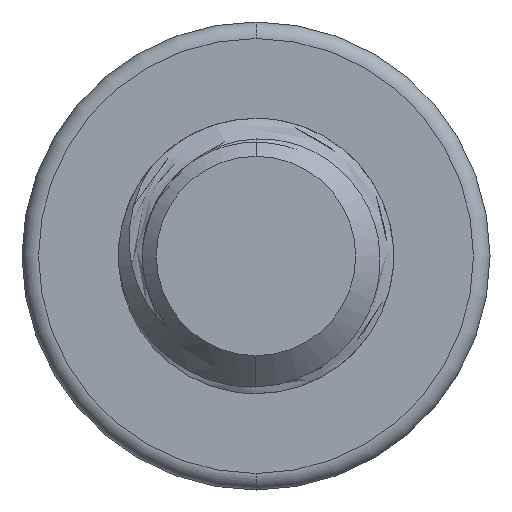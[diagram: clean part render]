
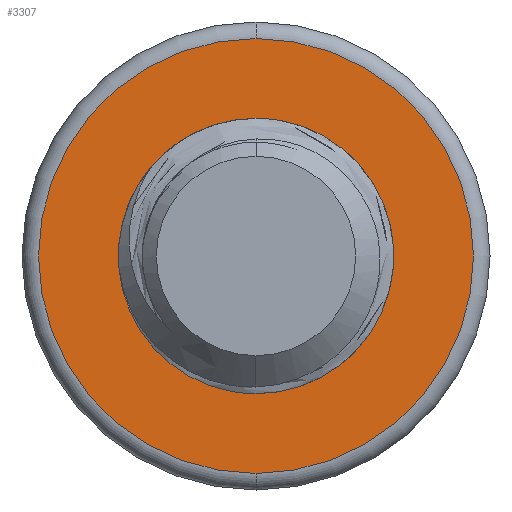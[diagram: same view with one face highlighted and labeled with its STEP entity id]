
A CAD part, front view. The second image highlights one B-rep face of the part: STEP entity #3307.
In plain terms, the highlighted planar face has unit normal (0, -1, 0).
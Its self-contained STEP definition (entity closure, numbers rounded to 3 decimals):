
#7 = CARTESIAN_POINT ( 'NONE',  ( 0., 30., 0. ) ) ;
#143 = CARTESIAN_POINT ( 'NONE',  ( -2.125, 30., -0.67 ) ) ;
#187 = DIRECTION ( 'NONE',  ( 0., 1., 0. ) ) ;
#459 = DIRECTION ( 'NONE',  ( 0., -1., 0. ) ) ;
#569 = CARTESIAN_POINT ( 'NONE',  ( 0.273, 30., 2.067 ) ) ;
#715 = CARTESIAN_POINT ( 'NONE',  ( 0., 30., 0. ) ) ;
#718 = CARTESIAN_POINT ( 'NONE',  ( -0.135, 30., 2.067 ) ) ;
#899 = FACE_OUTER_BOUND ( 'NONE', #2168, .T. ) ;
#1223 = DIRECTION ( 'NONE',  ( 0., 0., 1. ) ) ;
#1269 = CARTESIAN_POINT ( 'NONE',  ( -1.91, 30., 0.791 ) ) ;
#1279 = AXIS2_PLACEMENT_3D ( 'NONE', #2083, #8419, #1223 ) ;
#1322 = CARTESIAN_POINT ( 'NONE',  ( -1.365, 30., 1.558 ) ) ;
#1327 = CARTESIAN_POINT ( 'NONE',  ( 2.224, 30., 0.524 ) ) ;
#1414 = CARTESIAN_POINT ( 'NONE',  ( -0.901, 30., -2.25 ) ) ;
#1713 = CARTESIAN_POINT ( 'NONE',  ( -1.91, 30., 0.791 ) ) ;
#1882 = CARTESIAN_POINT ( 'NONE',  ( 0., 30., -3.95 ) ) ;
#1982 = CARTESIAN_POINT ( 'NONE',  ( -1.259, 30., 1.645 ) ) ;
#1987 = EDGE_CURVE ( 'NONE', #8476, #4650, #4473, .T. ) ;
#2020 = DIRECTION ( 'NONE',  ( 0., 0., 1. ) ) ;
#2083 = CARTESIAN_POINT ( 'NONE',  ( 0., 30., 0. ) ) ;
#2168 = EDGE_LOOP ( 'NONE', ( #2404, #9067 ) ) ;
#2184 = CARTESIAN_POINT ( 'NONE',  ( 0.973, 30., 1.857 ) ) ;
#2221 = CARTESIAN_POINT ( 'NONE',  ( -0.372, 30., -2.447 ) ) ;
#2265 = CARTESIAN_POINT ( 'NONE',  ( 0., 30., -2.5 ) ) ;
#2308 = CARTESIAN_POINT ( 'NONE',  ( -1.942, 30., -1.203 ) ) ;
#2404 = ORIENTED_EDGE ( 'NONE', *, *, #1987, .T. ) ;
#2591 = CARTESIAN_POINT ( 'NONE',  ( 0., 30., 0. ) ) ;
#2699 = CARTESIAN_POINT ( 'NONE',  ( 2.336, 30., -0.027 ) ) ;
#2795 = CARTESIAN_POINT ( 'NONE',  ( 2.162, 30., -1.134 ) ) ;
#2845 = CARTESIAN_POINT ( 'NONE',  ( 0.791, 30., 1.91 ) ) ;
#3022 = B_SPLINE_CURVE_WITH_KNOTS ( 'NONE', 3,
 ( #2845, #2184, #4943, #7805, #4990, #4175, #8655, #7852, #1327, #5769, #2699, #7902, #6395, #9268, #2795, #9324, #5576, #7198 ),
 .UNSPECIFIED., .F., .F.,
 ( 4, 2, 2, 2, 2, 2, 2, 2, 4 ),
 ( 0., 0.001, 0.001, 0.002, 0.002, 0.003, 0.003, 0.004, 0.004 ),
 .UNSPECIFIED. ) ;
#3027 = CARTESIAN_POINT ( 'NONE',  ( -1.91, 30., 0.791 ) ) ;
#3238 = EDGE_CURVE ( 'NONE', #8904, #9116, #8794, .T. ) ;
#3307 = ADVANCED_FACE ( 'NONE', ( #899, #7328 ), #6669, .F. ) ;
#3456 = CARTESIAN_POINT ( 'NONE',  ( 0.539, 30., 2.014 ) ) ;
#3633 = CARTESIAN_POINT ( 'NONE',  ( 0., 30., -2.5 ) ) ;
#3691 = CARTESIAN_POINT ( 'NONE',  ( -2.153, 30., 0.079 ) ) ;
#3744 = CARTESIAN_POINT ( 'NONE',  ( -2.156, 30., -0.482 ) ) ;
#3789 = CARTESIAN_POINT ( 'NONE',  ( -2.068, 30., 0.448 ) ) ;
#4167 = CARTESIAN_POINT ( 'NONE',  ( -0.533, 30., 2.002 ) ) ;
#4175 = CARTESIAN_POINT ( 'NONE',  ( 1.864, 30., 1.185 ) ) ;
#4316 = DIRECTION ( 'NONE',  ( 0., 0., 1. ) ) ;
#4319 = CARTESIAN_POINT ( 'NONE',  ( -1.651, 30., 1.273 ) ) ;
#4411 = CARTESIAN_POINT ( 'NONE',  ( -2.001, 30., 0.625 ) ) ;
#4413 = ORIENTED_EDGE ( 'NONE', *, *, #7300, .T. ) ;
#4462 = CARTESIAN_POINT ( 'NONE',  ( -2.019, 30., -1.028 ) ) ;
#4473 = CIRCLE ( 'NONE', #5214, 3.95 ) ;
#4650 = VERTEX_POINT ( 'NONE', #1882 ) ;
#4775 = EDGE_CURVE ( 'NONE', #9116, #9019, #8122, .T. ) ;
#4829 = EDGE_CURVE ( 'NONE', #7791, #8904, #5364, .T. ) ;
#4887 = CARTESIAN_POINT ( 'NONE',  ( -1.033, 30., 1.795 ) ) ;
#4943 = CARTESIAN_POINT ( 'NONE',  ( 1.144, 30., 1.78 ) ) ;
#4990 = CARTESIAN_POINT ( 'NONE',  ( 1.609, 30., 1.459 ) ) ;
#5120 = CARTESIAN_POINT ( 'NONE',  ( -0.727, 30., -2.33 ) ) ;
#5162 = CARTESIAN_POINT ( 'NONE',  ( -1.219, 30., -2.054 ) ) ;
#5214 = AXIS2_PLACEMENT_3D ( 'NONE', #2591, #459, #2020 ) ;
#5345 = EDGE_LOOP ( 'NONE', ( #4413, #6040, #6714, #8239 ) ) ;
#5364 = CIRCLE ( 'NONE', #1279, 2.5 ) ;
#5517 = CIRCLE ( 'NONE', #8993, 3.95 ) ;
#5576 = CARTESIAN_POINT ( 'NONE',  ( 1.89, 30., -1.623 ) ) ;
#5769 = CARTESIAN_POINT ( 'NONE',  ( 2.315, 30., 0.159 ) ) ;
#5809 = CARTESIAN_POINT ( 'NONE',  ( -2.169, 30., -0.107 ) ) ;
#6040 = ORIENTED_EDGE ( 'NONE', *, *, #4829, .T. ) ;
#6287 = CARTESIAN_POINT ( 'NONE',  ( -1.805, 30., 1.043 ) ) ;
#6369 = CARTESIAN_POINT ( 'NONE',  ( 0., 30., 3.95 ) ) ;
#6390 = CARTESIAN_POINT ( 'NONE',  ( 0.791, 30., 1.91 ) ) ;
#6395 = CARTESIAN_POINT ( 'NONE',  ( 2.314, 30., -0.591 ) ) ;
#6573 = CARTESIAN_POINT ( 'NONE',  ( -1.749, 30., -1.524 ) ) ;
#6669 = PLANE ( 'NONE',  #7767 ) ;
#6714 = ORIENTED_EDGE ( 'NONE', *, *, #3238, .T. ) ;
#6987 = CARTESIAN_POINT ( 'NONE',  ( 1.768, 30., -1.768 ) ) ;
#6994 = EDGE_CURVE ( 'NONE', #4650, #8476, #5517, .T. ) ;
#7042 = CARTESIAN_POINT ( 'NONE',  ( -0.269, 30., 2.054 ) ) ;
#7191 = CARTESIAN_POINT ( 'NONE',  ( -0.665, 30., 1.962 ) ) ;
#7198 = CARTESIAN_POINT ( 'NONE',  ( 1.768, 30., -1.768 ) ) ;
#7275 = CARTESIAN_POINT ( 'NONE',  ( -1.367, 30., -1.937 ) ) ;
#7300 = EDGE_CURVE ( 'NONE', #9019, #7791, #3022, .T. ) ;
#7328 = FACE_BOUND ( 'NONE', #5345, .T. ) ;
#7380 = CARTESIAN_POINT ( 'NONE',  ( -0.189, 30., -2.484 ) ) ;
#7494 = CARTESIAN_POINT ( 'NONE',  ( 0.791, 30., 1.91 ) ) ;
#7748 = CARTESIAN_POINT ( 'NONE',  ( -0.915, 30., 1.859 ) ) ;
#7767 = AXIS2_PLACEMENT_3D ( 'NONE', #715, #187, #4316 ) ;
#7791 = VERTEX_POINT ( 'NONE', #6987 ) ;
#7805 = CARTESIAN_POINT ( 'NONE',  ( 1.463, 30., 1.581 ) ) ;
#7852 = CARTESIAN_POINT ( 'NONE',  ( 2.155, 30., 0.701 ) ) ;
#7902 = CARTESIAN_POINT ( 'NONE',  ( 2.336, 30., -0.404 ) ) ;
#7950 = DIRECTION ( 'NONE',  ( 0., -1., 0. ) ) ;
#8122 = B_SPLINE_CURVE_WITH_KNOTS ( 'NONE', 3,
 ( #1269, #6287, #4319, #1322, #1982, #4887, #7748, #7191, #4167, #7042, #718, #569, #3456, #6390 ),
 .UNSPECIFIED., .F., .F.,
 ( 4, 2, 2, 2, 2, 2, 4 ),
 ( 0., 0.001, 0.001, 0.002, 0.002, 0.002, 0.003 ),
 .UNSPECIFIED. ) ;
#8239 = ORIENTED_EDGE ( 'NONE', *, *, #4775, .T. ) ;
#8419 = DIRECTION ( 'NONE',  ( 0., 1., 0. ) ) ;
#8467 = DIRECTION ( 'NONE',  ( 0., 0., 1. ) ) ;
#8476 = VERTEX_POINT ( 'NONE', #6369 ) ;
#8655 = CARTESIAN_POINT ( 'NONE',  ( 1.976, 30., 1.03 ) ) ;
#8786 = CARTESIAN_POINT ( 'NONE',  ( -1.633, 30., -1.671 ) ) ;
#8794 = B_SPLINE_CURVE_WITH_KNOTS ( 'NONE', 3,
 ( #2265, #7380, #2221, #5120, #1414, #5162, #7275, #8786, #6573, #2308, #4462, #143, #3744, #5809, #3691, #3789, #4411, #3027 ),
 .UNSPECIFIED., .F., .F.,
 ( 4, 2, 2, 2, 2, 2, 2, 2, 4 ),
 ( 0., 0.001, 0.001, 0.002, 0.002, 0.003, 0.003, 0.004, 0.004 ),
 .UNSPECIFIED. ) ;
#8904 = VERTEX_POINT ( 'NONE', #3633 ) ;
#8993 = AXIS2_PLACEMENT_3D ( 'NONE', #7, #7950, #8467 ) ;
#9019 = VERTEX_POINT ( 'NONE', #7494 ) ;
#9067 = ORIENTED_EDGE ( 'NONE', *, *, #6994, .T. ) ;
#9116 = VERTEX_POINT ( 'NONE', #1713 ) ;
#9268 = CARTESIAN_POINT ( 'NONE',  ( 2.227, 30., -0.955 ) ) ;
#9324 = CARTESIAN_POINT ( 'NONE',  ( 1.993, 30., -1.467 ) ) ;
